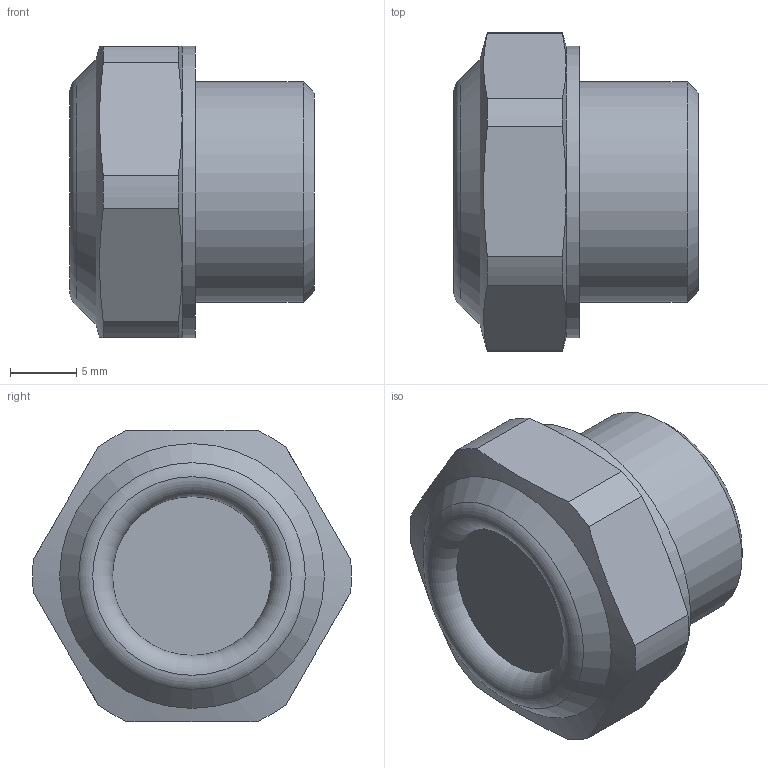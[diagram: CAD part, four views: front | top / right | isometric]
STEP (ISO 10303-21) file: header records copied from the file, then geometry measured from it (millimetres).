
FILE_DESCRIPTION( ( 'STEP AP214' ), '1' );
FILE_NAME( 'K0448.24038.stp', '2020-12-08T08:57:48', ( '' ), ( '' ), ' ', 'PARTsolutions', ' ' );
FILE_SCHEMA( ( 'AUTOMOTIVE_DESIGN { 1 0 10303 214 1 1 1 1 }' ) );
Length unit declared in the file: millimetre
Products named in the file (1): _K0448.24038
Bounding box: 18.5 x 24.09 x 22 mm (x, y, z)
Volume: 4255 mm3; surface area: 2224.7 mm2
Topology: 1 solids, 1 shells, 46 faces, 115 edges, 73 vertices
Faces by surface type: plane 22, cylinder 12, cone 10, torus 2
Full cylindrical faces by diameter (mm): 16.662 x1, 22 x1
Entity records: 1758 total; most frequent: CARTESIAN_POINT 333, DIRECTION 216, ORIENTED_EDGE 210, EDGE_CURVE 105, AXIS2_PLACEMENT_3D 90, VERTEX_POINT 71, EDGE_LOOP 56, FACE_OUTER_BOUND 50
